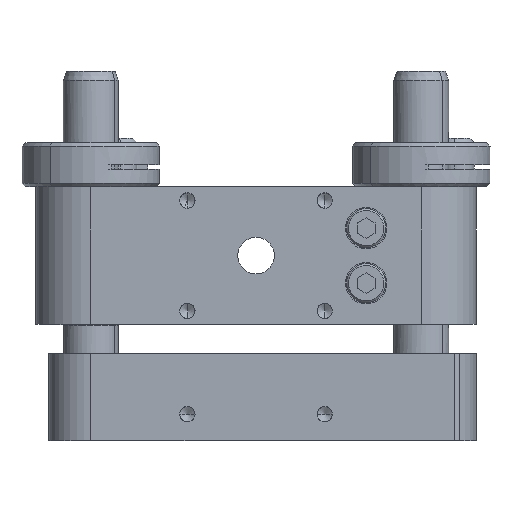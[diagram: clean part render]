
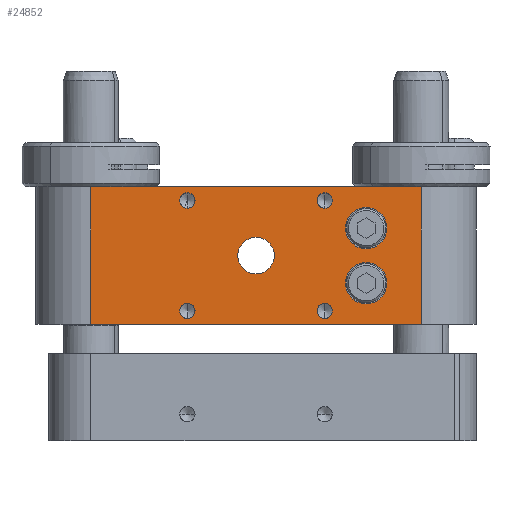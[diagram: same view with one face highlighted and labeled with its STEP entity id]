
A CAD part, front view. The second image highlights one B-rep face of the part: STEP entity #24852.
In plain terms, the highlighted planar face has unit normal (0, -1, 0).
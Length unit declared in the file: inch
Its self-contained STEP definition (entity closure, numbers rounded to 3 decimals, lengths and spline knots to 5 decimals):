
#4198=DIRECTION('',(-1.,0.,0.));
#4199=VECTOR('',#4198,1.5);
#4200=CARTESIAN_POINT('',(4.4534,2.93012,5.6106));
#4201=LINE('',#4200,#4199);
#4576=DIRECTION('',(-1.,0.,0.));
#4577=VECTOR('',#4576,1.17747);
#4578=CARTESIAN_POINT('',(4.29214,2.93012,6.2356));
#4579=LINE('',#4578,#4577);
#4583=CARTESIAN_POINT('',(4.2034,2.93012,5.7981));
#4584=DIRECTION('',(0.,1.,0.));
#4585=DIRECTION('',(0.,0.,1.));
#4586=AXIS2_PLACEMENT_3D('',#4583,#4584,#4585);
#4591=CARTESIAN_POINT('',(4.2034,2.93012,5.7981));
#4592=DIRECTION('',(0.,1.,0.));
#4593=DIRECTION('',(0.,0.,-1.));
#4594=AXIS2_PLACEMENT_3D('',#4591,#4592,#4593);
#4599=CARTESIAN_POINT('',(4.2034,2.93012,6.0481));
#4600=DIRECTION('',(0.,1.,0.));
#4601=DIRECTION('',(0.,0.,1.));
#4602=AXIS2_PLACEMENT_3D('',#4599,#4600,#4601);
#4607=CARTESIAN_POINT('',(4.2034,2.93012,6.0481));
#4608=DIRECTION('',(0.,1.,0.));
#4609=DIRECTION('',(0.,0.,-1.));
#4610=AXIS2_PLACEMENT_3D('',#4607,#4608,#4609);
#4615=CARTESIAN_POINT('',(4.0154,2.93012,5.6721));
#4616=DIRECTION('',(0.,1.,0.));
#4617=DIRECTION('',(0.,0.,1.));
#4618=AXIS2_PLACEMENT_3D('',#4615,#4616,#4617);
#4623=CARTESIAN_POINT('',(4.0154,2.93012,5.6721));
#4624=DIRECTION('',(0.,1.,0.));
#4625=DIRECTION('',(0.,0.,-1.));
#4626=AXIS2_PLACEMENT_3D('',#4623,#4624,#4625);
#4631=CARTESIAN_POINT('',(4.0154,2.93012,6.1731));
#4632=DIRECTION('',(0.,1.,0.));
#4633=DIRECTION('',(0.,0.,1.));
#4634=AXIS2_PLACEMENT_3D('',#4631,#4632,#4633);
#4639=CARTESIAN_POINT('',(4.0154,2.93012,6.1731));
#4640=DIRECTION('',(0.,1.,0.));
#4641=DIRECTION('',(0.,0.,-1.));
#4642=AXIS2_PLACEMENT_3D('',#4639,#4640,#4641);
#4647=CARTESIAN_POINT('',(3.7034,2.93012,5.9231));
#4648=DIRECTION('',(0.,1.,0.));
#4649=DIRECTION('',(0.,0.,1.));
#4650=AXIS2_PLACEMENT_3D('',#4647,#4648,#4649);
#4655=CARTESIAN_POINT('',(3.7034,2.93012,5.9231));
#4656=DIRECTION('',(0.,1.,0.));
#4657=DIRECTION('',(0.,0.,-1.));
#4658=AXIS2_PLACEMENT_3D('',#4655,#4656,#4657);
#4663=CARTESIAN_POINT('',(3.3914,2.93012,6.1731));
#4664=DIRECTION('',(0.,1.,0.));
#4665=DIRECTION('',(0.,0.,1.));
#4666=AXIS2_PLACEMENT_3D('',#4663,#4664,#4665);
#4671=CARTESIAN_POINT('',(3.3914,2.93012,6.1731));
#4672=DIRECTION('',(0.,1.,0.));
#4673=DIRECTION('',(0.,0.,-1.));
#4674=AXIS2_PLACEMENT_3D('',#4671,#4672,#4673);
#4679=CARTESIAN_POINT('',(3.3914,2.93012,5.6721));
#4680=DIRECTION('',(0.,1.,0.));
#4681=DIRECTION('',(0.,0.,1.));
#4682=AXIS2_PLACEMENT_3D('',#4679,#4680,#4681);
#4687=CARTESIAN_POINT('',(3.3914,2.93012,5.6721));
#4688=DIRECTION('',(0.,1.,0.));
#4689=DIRECTION('',(0.,0.,-1.));
#4690=AXIS2_PLACEMENT_3D('',#4687,#4688,#4689);
#4726=DIRECTION('',(1.,0.,0.));
#4727=VECTOR('',#4726,0.16126);
#4728=CARTESIAN_POINT('',(2.9534,2.93012,6.2356));
#4729=LINE('',#4728,#4727);
#4740=DIRECTION('',(0.,0.,1.));
#4741=VECTOR('',#4740,0.625);
#4742=CARTESIAN_POINT('',(2.9534,2.93012,5.6106));
#4743=LINE('',#4742,#4741);
#8652=DIRECTION('',(1.,0.,0.));
#8653=VECTOR('',#8652,0.16126);
#8654=CARTESIAN_POINT('',(4.29214,2.93012,6.2356));
#8655=LINE('',#8654,#8653);
#10987=DIRECTION('',(0.,0.,-1.));
#10988=VECTOR('',#10987,0.625);
#10989=CARTESIAN_POINT('',(4.4534,2.93012,6.2356));
#10990=LINE('',#10989,#10988);
#21148=CARTESIAN_POINT('',(4.4534,2.93012,5.6106));
#21149=CARTESIAN_POINT('',(2.9534,2.93012,5.6106));
#21150=VERTEX_POINT('',#21148);
#21151=VERTEX_POINT('',#21149);
#22002=CARTESIAN_POINT('',(3.7034,2.93012,5.8401));
#22003=CARTESIAN_POINT('',(3.7034,2.93012,6.0061));
#22004=VERTEX_POINT('',#22002);
#22005=VERTEX_POINT('',#22003);
#22012=CARTESIAN_POINT('',(4.0154,2.93012,6.2081));
#22013=VERTEX_POINT('',#22012);
#22014=CARTESIAN_POINT('',(4.0154,2.93012,6.1381));
#22015=VERTEX_POINT('',#22014);
#22018=CARTESIAN_POINT('',(4.0154,2.93012,5.7071));
#22019=VERTEX_POINT('',#22018);
#22020=CARTESIAN_POINT('',(4.0154,2.93012,5.6371));
#22021=VERTEX_POINT('',#22020);
#22026=CARTESIAN_POINT('',(4.2034,2.93012,6.1421));
#22027=VERTEX_POINT('',#22026);
#22028=CARTESIAN_POINT('',(4.2034,2.93012,5.9541));
#22029=VERTEX_POINT('',#22028);
#22185=CARTESIAN_POINT('',(4.2034,2.93012,5.8921));
#22186=VERTEX_POINT('',#22185);
#22187=CARTESIAN_POINT('',(4.2034,2.93012,5.7041));
#22188=VERTEX_POINT('',#22187);
#22189=CARTESIAN_POINT('',(3.3914,2.93012,6.2081));
#22190=VERTEX_POINT('',#22189);
#22191=CARTESIAN_POINT('',(3.3914,2.93012,6.1381));
#22192=VERTEX_POINT('',#22191);
#22193=CARTESIAN_POINT('',(3.3914,2.93012,5.7071));
#22194=VERTEX_POINT('',#22193);
#22195=CARTESIAN_POINT('',(3.3914,2.93012,5.6371));
#22196=VERTEX_POINT('',#22195);
#22406=CARTESIAN_POINT('',(3.11467,2.93012,6.2356));
#22407=VERTEX_POINT('',#22406);
#22408=CARTESIAN_POINT('',(4.29214,2.93012,6.2356));
#22409=VERTEX_POINT('',#22408);
#22439=CARTESIAN_POINT('',(2.9534,2.93012,6.2356));
#22440=VERTEX_POINT('',#22439);
#22441=CARTESIAN_POINT('',(4.4534,2.93012,6.2356));
#22442=VERTEX_POINT('',#22441);
#24793=CARTESIAN_POINT('',(2.7034,2.93012,5.6106));
#24794=DIRECTION('',(0.,-1.,0.));
#24795=DIRECTION('',(0.,0.,-1.));
#24796=AXIS2_PLACEMENT_3D('',#24793,#24794,#24795);
#24797=PLANE('',#24796);
#24799=ORIENTED_EDGE('',*,*,#24798,.T.);
#24800=ORIENTED_EDGE('',*,*,#24561,.F.);
#24802=ORIENTED_EDGE('',*,*,#24801,.T.);
#24804=ORIENTED_EDGE('',*,*,#24803,.T.);
#24805=ORIENTED_EDGE('',*,*,#24683,.T.);
#24807=ORIENTED_EDGE('',*,*,#24806,.T.);
#24808=EDGE_LOOP('',(#24799,#24800,#24802,#24804,#24805,#24807));
#24809=FACE_OUTER_BOUND('',#24808,.F.);
#24811=ORIENTED_EDGE('',*,*,#24810,.F.);
#24813=ORIENTED_EDGE('',*,*,#24812,.F.);
#24814=EDGE_LOOP('',(#24811,#24813));
#24815=FACE_BOUND('',#24814,.F.);
#24817=ORIENTED_EDGE('',*,*,#24816,.F.);
#24819=ORIENTED_EDGE('',*,*,#24818,.F.);
#24820=EDGE_LOOP('',(#24817,#24819));
#24821=FACE_BOUND('',#24820,.F.);
#24823=ORIENTED_EDGE('',*,*,#24822,.F.);
#24825=ORIENTED_EDGE('',*,*,#24824,.F.);
#24826=EDGE_LOOP('',(#24823,#24825));
#24827=FACE_BOUND('',#24826,.F.);
#24829=ORIENTED_EDGE('',*,*,#24828,.F.);
#24831=ORIENTED_EDGE('',*,*,#24830,.F.);
#24832=EDGE_LOOP('',(#24829,#24831));
#24833=FACE_BOUND('',#24832,.F.);
#24835=ORIENTED_EDGE('',*,*,#24834,.F.);
#24837=ORIENTED_EDGE('',*,*,#24836,.F.);
#24838=EDGE_LOOP('',(#24835,#24837));
#24839=FACE_BOUND('',#24838,.F.);
#24841=ORIENTED_EDGE('',*,*,#24840,.F.);
#24843=ORIENTED_EDGE('',*,*,#24842,.F.);
#24844=EDGE_LOOP('',(#24841,#24843));
#24845=FACE_BOUND('',#24844,.F.);
#24847=ORIENTED_EDGE('',*,*,#24846,.F.);
#24849=ORIENTED_EDGE('',*,*,#24848,.F.);
#24850=EDGE_LOOP('',(#24847,#24849));
#24851=FACE_BOUND('',#24850,.F.);
#4587=CIRCLE('',#4586,0.094);
#4595=CIRCLE('',#4594,0.094);
#4603=CIRCLE('',#4602,0.094);
#4611=CIRCLE('',#4610,0.094);
#4619=CIRCLE('',#4618,0.035);
#4627=CIRCLE('',#4626,0.035);
#4635=CIRCLE('',#4634,0.035);
#4643=CIRCLE('',#4642,0.035);
#4651=CIRCLE('',#4650,0.083);
#4659=CIRCLE('',#4658,0.083);
#4667=CIRCLE('',#4666,0.035);
#4675=CIRCLE('',#4674,0.035);
#4683=CIRCLE('',#4682,0.035);
#4691=CIRCLE('',#4690,0.035);
#24561=EDGE_CURVE('',#22409,#22407,#4579,.T.);
#24683=EDGE_CURVE('',#21150,#21151,#4201,.T.);
#24798=EDGE_CURVE('',#22440,#22407,#4729,.T.);
#24801=EDGE_CURVE('',#22409,#22442,#8655,.T.);
#24803=EDGE_CURVE('',#22442,#21150,#10990,.T.);
#24806=EDGE_CURVE('',#21151,#22440,#4743,.T.);
#24810=EDGE_CURVE('',#22186,#22188,#4587,.T.);
#24812=EDGE_CURVE('',#22188,#22186,#4595,.T.);
#24816=EDGE_CURVE('',#22027,#22029,#4603,.T.);
#24818=EDGE_CURVE('',#22029,#22027,#4611,.T.);
#24822=EDGE_CURVE('',#22019,#22021,#4619,.T.);
#24824=EDGE_CURVE('',#22021,#22019,#4627,.T.);
#24828=EDGE_CURVE('',#22013,#22015,#4635,.T.);
#24830=EDGE_CURVE('',#22015,#22013,#4643,.T.);
#24834=EDGE_CURVE('',#22005,#22004,#4651,.T.);
#24836=EDGE_CURVE('',#22004,#22005,#4659,.T.);
#24840=EDGE_CURVE('',#22190,#22192,#4667,.T.);
#24842=EDGE_CURVE('',#22192,#22190,#4675,.T.);
#24846=EDGE_CURVE('',#22194,#22196,#4683,.T.);
#24848=EDGE_CURVE('',#22196,#22194,#4691,.T.);
#24852=ADVANCED_FACE('',(#24809,#24815,#24821,#24827,#24833,#24839,#24845,
#24851),#24797,.T.);
